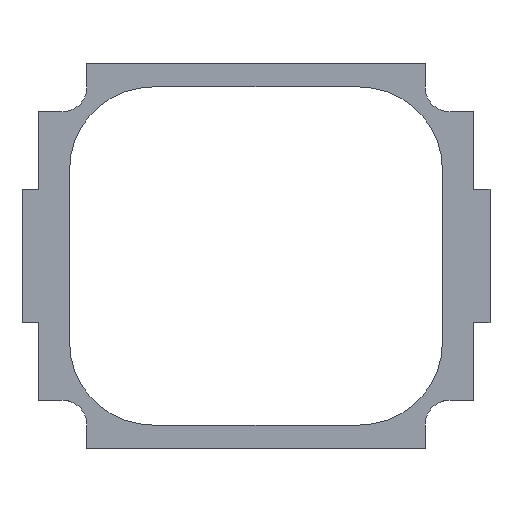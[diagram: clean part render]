
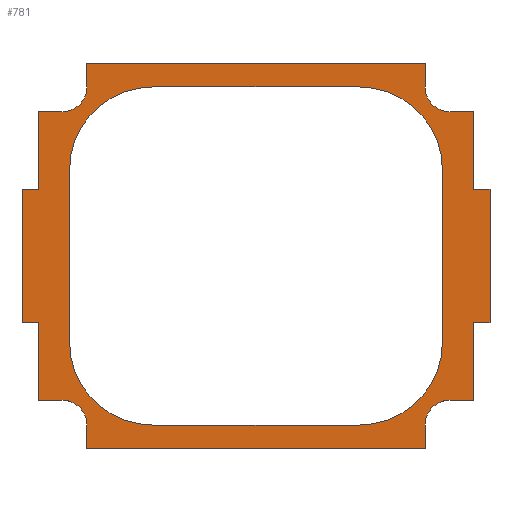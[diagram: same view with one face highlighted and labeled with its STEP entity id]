
A CAD part, top view. The second image highlights one B-rep face of the part: STEP entity #781.
In plain terms, the highlighted planar face has unit normal (0, 0, 1).
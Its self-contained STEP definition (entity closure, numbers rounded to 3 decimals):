
#131=CARTESIAN_POINT('',(-6.2,5.15,0.81));
#132=DIRECTION('',(0.,0.,-1.));
#133=DIRECTION('',(-1.,0.,0.));
#134=AXIS2_PLACEMENT_3D('',#131,#132,#133);
#149=CARTESIAN_POINT('',(-6.2,-5.15,0.81));
#150=DIRECTION('',(0.,0.,-1.));
#151=DIRECTION('',(0.,-1.,0.));
#152=AXIS2_PLACEMENT_3D('',#149,#150,#151);
#167=CARTESIAN_POINT('',(6.2,-5.15,0.81));
#168=DIRECTION('',(0.,0.,-1.));
#169=DIRECTION('',(1.,0.,0.));
#170=AXIS2_PLACEMENT_3D('',#167,#168,#169);
#185=CARTESIAN_POINT('',(6.2,5.15,0.81));
#186=DIRECTION('',(0.,0.,-1.));
#187=DIRECTION('',(0.,1.,0.));
#188=AXIS2_PLACEMENT_3D('',#185,#186,#187);
#190=DIRECTION('',(0.,-1.,0.));
#191=VECTOR('',#190,10.3);
#192=CARTESIAN_POINT('',(11.2,5.15,0.81));
#193=LINE('',#192,#191);
#194=DIRECTION('',(1.,0.,0.));
#195=VECTOR('',#194,12.4);
#196=CARTESIAN_POINT('',(-6.2,10.15,0.81));
#197=LINE('',#196,#195);
#198=DIRECTION('',(0.,1.,0.));
#199=VECTOR('',#198,10.3);
#200=CARTESIAN_POINT('',(-11.2,-5.15,0.81));
#201=LINE('',#200,#199);
#202=DIRECTION('',(-1.,0.,0.));
#203=VECTOR('',#202,12.4);
#204=CARTESIAN_POINT('',(6.2,-10.15,0.81));
#205=LINE('',#204,#203);
#206=DIRECTION('',(0.,-1.,0.));
#207=VECTOR('',#206,4.65);
#208=CARTESIAN_POINT('',(-13.05,-4.,0.81));
#209=LINE('',#208,#207);
#210=DIRECTION('',(1.,0.,0.));
#211=VECTOR('',#210,1.);
#212=CARTESIAN_POINT('',(-14.05,-4.,0.81));
#213=LINE('',#212,#211);
#214=DIRECTION('',(0.,-1.,0.));
#215=VECTOR('',#214,8.);
#216=CARTESIAN_POINT('',(-14.05,4.,0.81));
#217=LINE('',#216,#215);
#218=DIRECTION('',(-1.,0.,0.));
#219=VECTOR('',#218,1.);
#220=CARTESIAN_POINT('',(-13.05,4.,0.81));
#221=LINE('',#220,#219);
#222=DIRECTION('',(0.,-1.,0.));
#223=VECTOR('',#222,4.65);
#224=CARTESIAN_POINT('',(-13.05,8.65,0.81));
#225=LINE('',#224,#223);
#226=DIRECTION('',(1.,0.,0.));
#227=VECTOR('',#226,1.4);
#228=CARTESIAN_POINT('',(-13.05,8.65,0.81));
#229=LINE('',#228,#227);
#230=CARTESIAN_POINT('',(-11.65,10.15,0.81));
#231=DIRECTION('',(0.,0.,1.));
#232=DIRECTION('',(0.,-1.,0.));
#233=AXIS2_PLACEMENT_3D('',#230,#231,#232);
#235=DIRECTION('',(0.,-1.,0.));
#236=VECTOR('',#235,1.4);
#237=CARTESIAN_POINT('',(-10.15,11.55,0.81));
#238=LINE('',#237,#236);
#239=DIRECTION('',(-1.,0.,0.));
#240=VECTOR('',#239,20.3);
#241=CARTESIAN_POINT('',(10.15,11.55,0.81));
#242=LINE('',#241,#240);
#243=DIRECTION('',(0.,-1.,0.));
#244=VECTOR('',#243,1.4);
#245=CARTESIAN_POINT('',(10.15,11.55,0.81));
#246=LINE('',#245,#244);
#247=CARTESIAN_POINT('',(11.65,10.15,0.81));
#248=DIRECTION('',(0.,0.,1.));
#249=DIRECTION('',(-1.,0.,0.));
#250=AXIS2_PLACEMENT_3D('',#247,#248,#249);
#252=DIRECTION('',(-1.,0.,0.));
#253=VECTOR('',#252,1.4);
#254=CARTESIAN_POINT('',(13.05,8.65,0.81));
#255=LINE('',#254,#253);
#256=DIRECTION('',(0.,1.,0.));
#257=VECTOR('',#256,4.65);
#258=CARTESIAN_POINT('',(13.05,4.,0.81));
#259=LINE('',#258,#257);
#260=DIRECTION('',(-1.,0.,0.));
#261=VECTOR('',#260,1.);
#262=CARTESIAN_POINT('',(14.05,4.,0.81));
#263=LINE('',#262,#261);
#264=DIRECTION('',(0.,1.,0.));
#265=VECTOR('',#264,8.);
#266=CARTESIAN_POINT('',(14.05,-4.,0.81));
#267=LINE('',#266,#265);
#268=DIRECTION('',(1.,0.,0.));
#269=VECTOR('',#268,1.);
#270=CARTESIAN_POINT('',(13.05,-4.,0.81));
#271=LINE('',#270,#269);
#272=DIRECTION('',(0.,1.,0.));
#273=VECTOR('',#272,4.65);
#274=CARTESIAN_POINT('',(13.05,-8.65,0.81));
#275=LINE('',#274,#273);
#276=DIRECTION('',(-1.,0.,0.));
#277=VECTOR('',#276,1.4);
#278=CARTESIAN_POINT('',(13.05,-8.65,0.81));
#279=LINE('',#278,#277);
#280=CARTESIAN_POINT('',(11.65,-10.15,0.81));
#281=DIRECTION('',(0.,0.,1.));
#282=DIRECTION('',(0.,1.,0.));
#283=AXIS2_PLACEMENT_3D('',#280,#281,#282);
#285=DIRECTION('',(0.,1.,0.));
#286=VECTOR('',#285,1.4);
#287=CARTESIAN_POINT('',(10.15,-11.55,0.81));
#288=LINE('',#287,#286);
#289=DIRECTION('',(1.,0.,0.));
#290=VECTOR('',#289,20.3);
#291=CARTESIAN_POINT('',(-10.15,-11.55,0.81));
#292=LINE('',#291,#290);
#293=DIRECTION('',(0.,1.,0.));
#294=VECTOR('',#293,1.4);
#295=CARTESIAN_POINT('',(-10.15,-11.55,0.81));
#296=LINE('',#295,#294);
#297=CARTESIAN_POINT('',(-11.65,-10.15,0.81));
#298=DIRECTION('',(0.,0.,1.));
#299=DIRECTION('',(1.,0.,0.));
#300=AXIS2_PLACEMENT_3D('',#297,#298,#299);
#302=DIRECTION('',(1.,0.,0.));
#303=VECTOR('',#302,1.4);
#304=CARTESIAN_POINT('',(-13.05,-8.65,0.81));
#305=LINE('',#304,#303);
#403=CARTESIAN_POINT('',(-6.2,10.15,0.81));
#405=VERTEX_POINT('',#403);
#407=CARTESIAN_POINT('',(-11.2,5.15,0.81));
#409=VERTEX_POINT('',#407);
#411=CARTESIAN_POINT('',(11.2,5.15,0.81));
#413=VERTEX_POINT('',#411);
#415=CARTESIAN_POINT('',(6.2,10.15,0.81));
#417=VERTEX_POINT('',#415);
#419=CARTESIAN_POINT('',(6.2,-10.15,0.81));
#421=VERTEX_POINT('',#419);
#423=CARTESIAN_POINT('',(11.2,-5.15,0.81));
#425=VERTEX_POINT('',#423);
#427=CARTESIAN_POINT('',(-11.2,-5.15,0.81));
#429=VERTEX_POINT('',#427);
#431=CARTESIAN_POINT('',(-6.2,-10.15,0.81));
#433=VERTEX_POINT('',#431);
#466=CARTESIAN_POINT('',(10.15,10.15,0.81));
#467=CARTESIAN_POINT('',(11.65,8.65,0.81));
#468=VERTEX_POINT('',#466);
#469=VERTEX_POINT('',#467);
#470=CARTESIAN_POINT('',(13.05,8.65,0.81));
#471=VERTEX_POINT('',#470);
#472=CARTESIAN_POINT('',(10.15,11.55,0.81));
#473=VERTEX_POINT('',#472);
#474=CARTESIAN_POINT('',(11.65,-8.65,0.81));
#475=CARTESIAN_POINT('',(10.15,-10.15,0.81));
#476=VERTEX_POINT('',#474);
#477=VERTEX_POINT('',#475);
#478=CARTESIAN_POINT('',(10.15,-11.55,0.81));
#479=VERTEX_POINT('',#478);
#480=CARTESIAN_POINT('',(13.05,-8.65,0.81));
#481=VERTEX_POINT('',#480);
#482=CARTESIAN_POINT('',(-10.15,-10.15,0.81));
#483=CARTESIAN_POINT('',(-11.65,-8.65,0.81));
#484=VERTEX_POINT('',#482);
#485=VERTEX_POINT('',#483);
#486=CARTESIAN_POINT('',(-13.05,-8.65,0.81));
#487=VERTEX_POINT('',#486);
#488=CARTESIAN_POINT('',(-10.15,-11.55,0.81));
#489=VERTEX_POINT('',#488);
#490=CARTESIAN_POINT('',(-10.15,11.55,0.81));
#491=CARTESIAN_POINT('',(-10.15,10.15,0.81));
#492=VERTEX_POINT('',#490);
#493=VERTEX_POINT('',#491);
#494=CARTESIAN_POINT('',(-13.05,8.65,0.81));
#495=CARTESIAN_POINT('',(-11.65,8.65,0.81));
#496=VERTEX_POINT('',#494);
#497=VERTEX_POINT('',#495);
#498=CARTESIAN_POINT('',(14.05,-4.,0.81));
#499=CARTESIAN_POINT('',(14.05,4.,0.81));
#500=VERTEX_POINT('',#498);
#501=VERTEX_POINT('',#499);
#502=CARTESIAN_POINT('',(-14.05,4.,0.81));
#503=CARTESIAN_POINT('',(-14.05,-4.,0.81));
#504=VERTEX_POINT('',#502);
#505=VERTEX_POINT('',#503);
#515=CARTESIAN_POINT('',(13.05,-4.,0.81));
#517=VERTEX_POINT('',#515);
#519=CARTESIAN_POINT('',(13.05,4.,0.81));
#521=VERTEX_POINT('',#519);
#523=CARTESIAN_POINT('',(-13.05,4.,0.81));
#525=VERTEX_POINT('',#523);
#527=CARTESIAN_POINT('',(-13.05,-4.,0.81));
#529=VERTEX_POINT('',#527);
#716=CARTESIAN_POINT('',(0.,0.,0.81));
#717=DIRECTION('',(0.,0.,1.));
#718=DIRECTION('',(1.,0.,0.));
#719=AXIS2_PLACEMENT_3D('',#716,#717,#718);
#720=PLANE('',#719);
#722=ORIENTED_EDGE('',*,*,#721,.F.);
#724=ORIENTED_EDGE('',*,*,#723,.F.);
#726=ORIENTED_EDGE('',*,*,#725,.F.);
#728=ORIENTED_EDGE('',*,*,#727,.F.);
#730=ORIENTED_EDGE('',*,*,#729,.F.);
#732=ORIENTED_EDGE('',*,*,#731,.T.);
#734=ORIENTED_EDGE('',*,*,#733,.T.);
#736=ORIENTED_EDGE('',*,*,#735,.F.);
#738=ORIENTED_EDGE('',*,*,#737,.F.);
#740=ORIENTED_EDGE('',*,*,#739,.T.);
#742=ORIENTED_EDGE('',*,*,#741,.T.);
#744=ORIENTED_EDGE('',*,*,#743,.F.);
#746=ORIENTED_EDGE('',*,*,#745,.F.);
#748=ORIENTED_EDGE('',*,*,#747,.F.);
#750=ORIENTED_EDGE('',*,*,#749,.F.);
#752=ORIENTED_EDGE('',*,*,#751,.F.);
#754=ORIENTED_EDGE('',*,*,#753,.F.);
#756=ORIENTED_EDGE('',*,*,#755,.T.);
#758=ORIENTED_EDGE('',*,*,#757,.T.);
#760=ORIENTED_EDGE('',*,*,#759,.F.);
#762=ORIENTED_EDGE('',*,*,#761,.F.);
#764=ORIENTED_EDGE('',*,*,#763,.T.);
#766=ORIENTED_EDGE('',*,*,#765,.T.);
#768=ORIENTED_EDGE('',*,*,#767,.F.);
#769=EDGE_LOOP('',(#722,#724,#726,#728,#730,#732,#734,#736,#738,#740,#742,#744,
#746,#748,#750,#752,#754,#756,#758,#760,#762,#764,#766,#768));
#770=FACE_OUTER_BOUND('',#769,.F.);
#771=ORIENTED_EDGE('',*,*,#696,.F.);
#772=ORIENTED_EDGE('',*,*,#711,.F.);
#773=ORIENTED_EDGE('',*,*,#611,.F.);
#774=ORIENTED_EDGE('',*,*,#628,.F.);
#775=ORIENTED_EDGE('',*,*,#642,.F.);
#776=ORIENTED_EDGE('',*,*,#656,.F.);
#777=ORIENTED_EDGE('',*,*,#668,.F.);
#778=ORIENTED_EDGE('',*,*,#684,.F.);
#779=EDGE_LOOP('',(#771,#772,#773,#774,#775,#776,#777,#778));
#780=FACE_BOUND('',#779,.F.);
#781=ADVANCED_FACE('',(#770,#780),#720,.T.);
#135=CIRCLE('',#134,5.);
#153=CIRCLE('',#152,5.);
#171=CIRCLE('',#170,5.);
#189=CIRCLE('',#188,5.);
#234=CIRCLE('',#233,1.5);
#251=CIRCLE('',#250,1.5);
#284=CIRCLE('',#283,1.5);
#301=CIRCLE('',#300,1.5);
#611=EDGE_CURVE('',#405,#417,#197,.T.);
#628=EDGE_CURVE('',#409,#405,#135,.T.);
#642=EDGE_CURVE('',#429,#409,#201,.T.);
#656=EDGE_CURVE('',#433,#429,#153,.T.);
#668=EDGE_CURVE('',#421,#433,#205,.T.);
#684=EDGE_CURVE('',#425,#421,#171,.T.);
#696=EDGE_CURVE('',#413,#425,#193,.T.);
#711=EDGE_CURVE('',#417,#413,#189,.T.);
#721=EDGE_CURVE('',#529,#487,#209,.T.);
#723=EDGE_CURVE('',#505,#529,#213,.T.);
#725=EDGE_CURVE('',#504,#505,#217,.T.);
#727=EDGE_CURVE('',#525,#504,#221,.T.);
#729=EDGE_CURVE('',#496,#525,#225,.T.);
#731=EDGE_CURVE('',#496,#497,#229,.T.);
#733=EDGE_CURVE('',#497,#493,#234,.T.);
#735=EDGE_CURVE('',#492,#493,#238,.T.);
#737=EDGE_CURVE('',#473,#492,#242,.T.);
#739=EDGE_CURVE('',#473,#468,#246,.T.);
#741=EDGE_CURVE('',#468,#469,#251,.T.);
#743=EDGE_CURVE('',#471,#469,#255,.T.);
#745=EDGE_CURVE('',#521,#471,#259,.T.);
#747=EDGE_CURVE('',#501,#521,#263,.T.);
#749=EDGE_CURVE('',#500,#501,#267,.T.);
#751=EDGE_CURVE('',#517,#500,#271,.T.);
#753=EDGE_CURVE('',#481,#517,#275,.T.);
#755=EDGE_CURVE('',#481,#476,#279,.T.);
#757=EDGE_CURVE('',#476,#477,#284,.T.);
#759=EDGE_CURVE('',#479,#477,#288,.T.);
#761=EDGE_CURVE('',#489,#479,#292,.T.);
#763=EDGE_CURVE('',#489,#484,#296,.T.);
#765=EDGE_CURVE('',#484,#485,#301,.T.);
#767=EDGE_CURVE('',#487,#485,#305,.T.);
